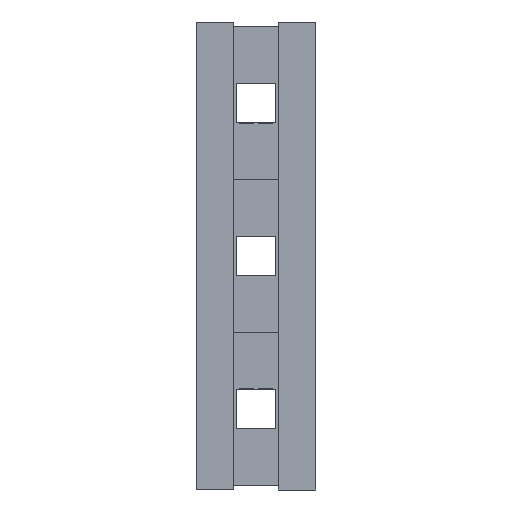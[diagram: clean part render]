
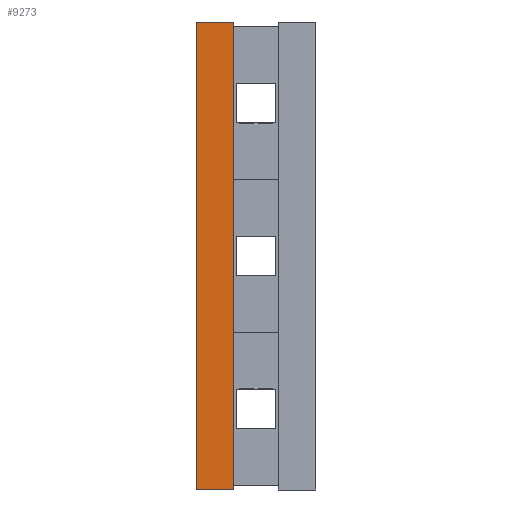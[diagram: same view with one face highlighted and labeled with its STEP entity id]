
A CAD part, front view. The second image highlights one B-rep face of the part: STEP entity #9273.
In plain terms, the highlighted planar face has unit normal (0, -1, 0).
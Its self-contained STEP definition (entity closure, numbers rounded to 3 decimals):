
#341 = EDGE_LOOP ( 'NONE', ( #14159, #4333, #13802, #411 ) ) ;
#411 = ORIENTED_EDGE ( 'NONE', *, *, #11204, .T. ) ;
#1537 = LINE ( 'NONE', #3918, #8453 ) ;
#1631 = CARTESIAN_POINT ( 'NONE',  ( 1225., 0., -96.85 ) ) ;
#2030 = PLANE ( 'NONE',  #6710 ) ;
#2152 = CARTESIAN_POINT ( 'NONE',  ( 1225., 0., 96.85 ) ) ;
#2708 = VERTEX_POINT ( 'NONE', #2152 ) ;
#3281 = VERTEX_POINT ( 'NONE', #5809 ) ;
#3918 = CARTESIAN_POINT ( 'NONE',  ( 1225., 0., 96.85 ) ) ;
#4333 = ORIENTED_EDGE ( 'NONE', *, *, #10953, .F. ) ;
#5628 = FACE_OUTER_BOUND ( 'NONE', #341, .T. ) ;
#5809 = CARTESIAN_POINT ( 'NONE',  ( -1225., 0., -96.85 ) ) ;
#6192 = DIRECTION ( 'NONE',  ( 0., 0., 1. ) ) ;
#6313 = LINE ( 'NONE', #9082, #11914 ) ;
#6710 = AXIS2_PLACEMENT_3D ( 'NONE', #10101, #14431, #6192 ) ;
#7193 = VECTOR ( 'NONE', #14186, 1000. ) ;
#7615 = LINE ( 'NONE', #8660, #7193 ) ;
#8024 = VECTOR ( 'NONE', #13385, 1000. ) ;
#8453 = VECTOR ( 'NONE', #14910, 1000. ) ;
#8660 = CARTESIAN_POINT ( 'NONE',  ( 1225., 0., 96.85 ) ) ;
#9082 = CARTESIAN_POINT ( 'NONE',  ( 1225., 0., -96.85 ) ) ;
#9273 = ADVANCED_FACE ( 'NONE', ( #5628 ), #2030, .F. ) ;
#10101 = CARTESIAN_POINT ( 'NONE',  ( 1225., 0., 96.85 ) ) ;
#10619 = EDGE_CURVE ( 'NONE', #2708, #12223, #7615, .T. ) ;
#10953 = EDGE_CURVE ( 'NONE', #12223, #3281, #6313, .T. ) ;
#11204 = EDGE_CURVE ( 'NONE', #2708, #15202, #1537, .T. ) ;
#11669 = LINE ( 'NONE', #17474, #8024 ) ;
#11782 = EDGE_CURVE ( 'NONE', #15202, #3281, #11669, .T. ) ;
#11914 = VECTOR ( 'NONE', #17315, 1000. ) ;
#12223 = VERTEX_POINT ( 'NONE', #1631 ) ;
#12389 = CARTESIAN_POINT ( 'NONE',  ( -1225., 0., 96.85 ) ) ;
#13385 = DIRECTION ( 'NONE',  ( 0., 0., -1. ) ) ;
#13802 = ORIENTED_EDGE ( 'NONE', *, *, #10619, .F. ) ;
#14159 = ORIENTED_EDGE ( 'NONE', *, *, #11782, .T. ) ;
#14186 = DIRECTION ( 'NONE',  ( 0., 0., -1. ) ) ;
#14431 = DIRECTION ( 'NONE',  ( 0., 1., 0. ) ) ;
#14910 = DIRECTION ( 'NONE',  ( -1., 0., 0. ) ) ;
#15202 = VERTEX_POINT ( 'NONE', #12389 ) ;
#17315 = DIRECTION ( 'NONE',  ( -1., 0., 0. ) ) ;
#17474 = CARTESIAN_POINT ( 'NONE',  ( -1225., 0., 96.85 ) ) ;
